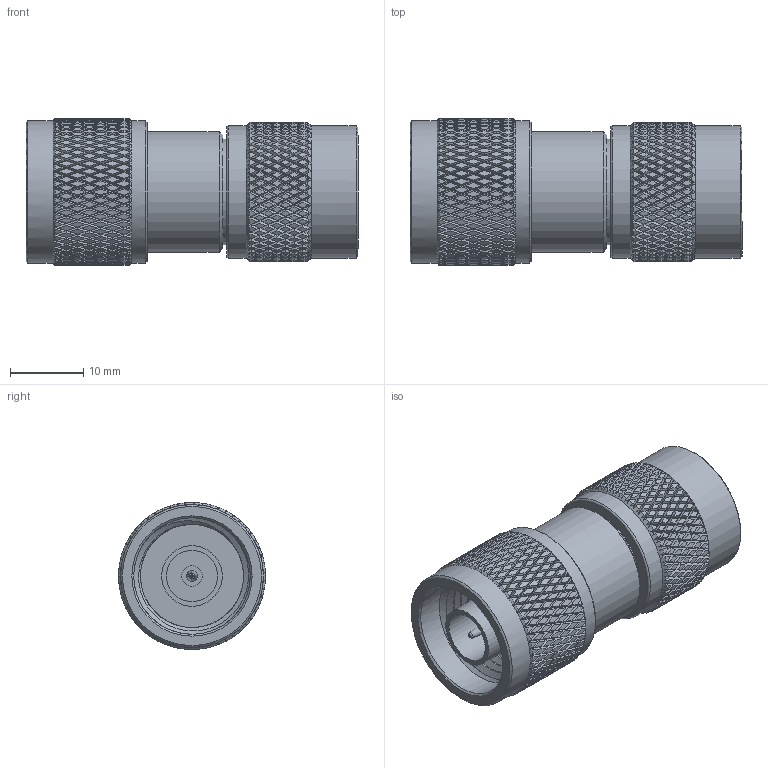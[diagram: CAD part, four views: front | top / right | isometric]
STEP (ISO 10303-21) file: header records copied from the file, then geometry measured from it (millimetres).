
FILE_DESCRIPTION (( 'STEP AP203' ), '1' );
FILE_NAME ('PE9538_3D.step', '2020-07-01T15:30:45', ( '' ), ( '' ), 'SwSTEP 2.0', 'SolidWorks 2018', '' );
FILE_SCHEMA (( 'CONFIG_CONTROL_DESIGN' ));
Products named in the file (1): PE9538_3D
Bounding box: 45.21 x 20 x 20 mm (x, y, z)
Volume: 9404.5 mm3; surface area: 5992.9 mm2
Topology: 1 solids, 1 shells, 4529 faces, 9408 edges, 4894 vertices
Faces by surface type: bspline 3374, cylinder 875, cone 230, plane 43, torus 7
Full cylindrical faces by diameter (mm): 1.524 x1, 2.083 x1, 2.658 x1, 2.794 x1, 6.858 x1, 6.985 x1, 8.255 x1, 10.541 x1, 13.716 x1, 14.427 x1, 15.875 x5, 16.459 x1, 17.983 x2, 19.461 x2
Entity records: 164212 total; most frequent: CARTESIAN_POINT 106291, ORIENTED_EDGE 18712, EDGE_CURVE 9356, VERTEX_POINT 4874, EDGE_LOOP 4564, FACE_OUTER_BOUND 4542, ADVANCED_FACE 4524, B_SPLINE_CURVE_WITH_KNOTS 3939
